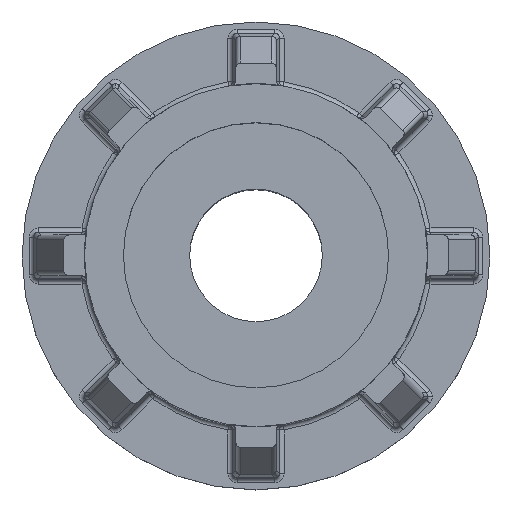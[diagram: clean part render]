
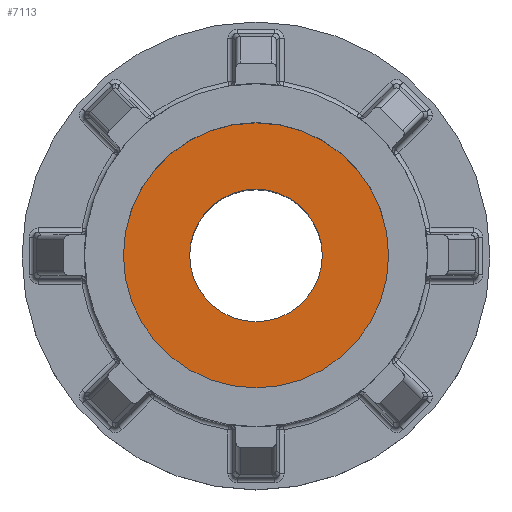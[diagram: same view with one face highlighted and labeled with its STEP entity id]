
A CAD part, top view. The second image highlights one B-rep face of the part: STEP entity #7113.
In plain terms, the highlighted planar face has unit normal (0, 0, 1).
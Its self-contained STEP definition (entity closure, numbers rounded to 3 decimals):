
#602 = CARTESIAN_POINT ( 'NONE',  ( 0., 0., 25. ) ) ;
#702 = CARTESIAN_POINT ( 'NONE',  ( 4.25, 0., 25. ) ) ;
#761 = FACE_BOUND ( 'NONE', #7454, .T. ) ;
#850 = EDGE_LOOP ( 'NONE', ( #6877, #6171 ) ) ;
#864 = FACE_OUTER_BOUND ( 'NONE', #850, .T. ) ;
#1128 = EDGE_CURVE ( 'NONE', #8319, #7657, #4577, .T. ) ;
#1323 = DIRECTION ( 'NONE',  ( 1., 0., 0. ) ) ;
#1637 = DIRECTION ( 'NONE',  ( 0., 0., -1. ) ) ;
#1663 = EDGE_CURVE ( 'NONE', #3918, #6420, #2611, .T. ) ;
#2611 = CIRCLE ( 'NONE', #4810, 8.5 ) ;
#3107 = CIRCLE ( 'NONE', #7026, 8.5 ) ;
#3226 = ORIENTED_EDGE ( 'NONE', *, *, #1128, .T. ) ;
#3457 = DIRECTION ( 'NONE',  ( 1., 0., 0. ) ) ;
#3854 = DIRECTION ( 'NONE',  ( 0., 0., 1. ) ) ;
#3918 = VERTEX_POINT ( 'NONE', #5048 ) ;
#4147 = CARTESIAN_POINT ( 'NONE',  ( 0., 0., 25. ) ) ;
#4363 = ORIENTED_EDGE ( 'NONE', *, *, #9106, .T. ) ;
#4577 = CIRCLE ( 'NONE', #5407, 4.25 ) ;
#4810 = AXIS2_PLACEMENT_3D ( 'NONE', #8182, #3854, #8917 ) ;
#4883 = DIRECTION ( 'NONE',  ( 1., 0., 0. ) ) ;
#4943 = PLANE ( 'NONE',  #8213 ) ;
#5048 = CARTESIAN_POINT ( 'NONE',  ( -8.5, 0., 25. ) ) ;
#5407 = AXIS2_PLACEMENT_3D ( 'NONE', #602, #5756, #1323 ) ;
#5756 = DIRECTION ( 'NONE',  ( 0., 0., -1. ) ) ;
#6061 = CARTESIAN_POINT ( 'NONE',  ( 0., 0., 25. ) ) ;
#6171 = ORIENTED_EDGE ( 'NONE', *, *, #1663, .T. ) ;
#6344 = CARTESIAN_POINT ( 'NONE',  ( 0., 0., 25. ) ) ;
#6420 = VERTEX_POINT ( 'NONE', #9038 ) ;
#6757 = DIRECTION ( 'NONE',  ( 1., 0., 0. ) ) ;
#6877 = ORIENTED_EDGE ( 'NONE', *, *, #8212, .T. ) ;
#7026 = AXIS2_PLACEMENT_3D ( 'NONE', #4147, #9158, #4883 ) ;
#7113 = ADVANCED_FACE ( 'NONE', ( #864, #761 ), #4943, .T. ) ;
#7317 = CIRCLE ( 'NONE', #8536, 4.25 ) ;
#7454 = EDGE_LOOP ( 'NONE', ( #3226, #4363 ) ) ;
#7657 = VERTEX_POINT ( 'NONE', #702 ) ;
#7807 = DIRECTION ( 'NONE',  ( 0., 0., 1. ) ) ;
#8182 = CARTESIAN_POINT ( 'NONE',  ( 0., 0., 25. ) ) ;
#8212 = EDGE_CURVE ( 'NONE', #6420, #3918, #3107, .T. ) ;
#8213 = AXIS2_PLACEMENT_3D ( 'NONE', #6344, #7807, #3457 ) ;
#8319 = VERTEX_POINT ( 'NONE', #9366 ) ;
#8536 = AXIS2_PLACEMENT_3D ( 'NONE', #6061, #1637, #6757 ) ;
#8917 = DIRECTION ( 'NONE',  ( 1., 0., 0. ) ) ;
#9038 = CARTESIAN_POINT ( 'NONE',  ( 8.5, 0., 25. ) ) ;
#9106 = EDGE_CURVE ( 'NONE', #7657, #8319, #7317, .T. ) ;
#9158 = DIRECTION ( 'NONE',  ( 0., 0., 1. ) ) ;
#9366 = CARTESIAN_POINT ( 'NONE',  ( -4.25, 0., 25. ) ) ;
